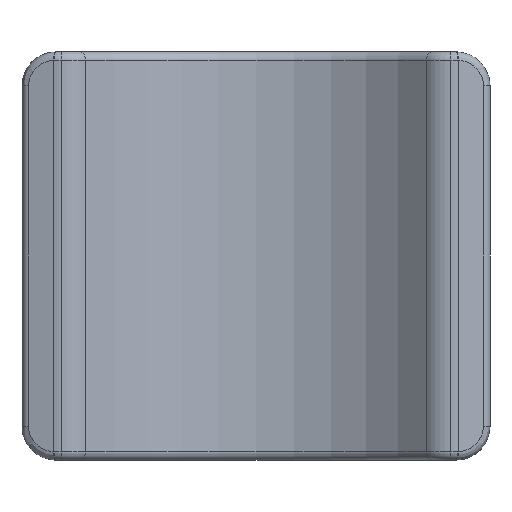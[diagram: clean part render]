
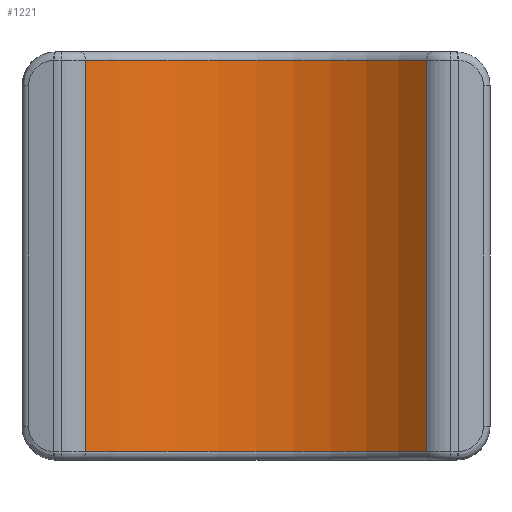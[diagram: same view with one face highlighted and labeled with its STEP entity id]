
A CAD part, left-side view. The second image highlights one B-rep face of the part: STEP entity #1221.
In plain terms, the highlighted cylindrical face has radius 7.034 mm (diameter 14.069 mm), a partial arc.
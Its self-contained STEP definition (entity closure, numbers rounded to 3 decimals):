
#60 = ORIENTED_EDGE ( 'NONE', *, *, #167, .T. ) ;
#102 = VECTOR ( 'NONE', #312, 1000. ) ;
#143 = FACE_OUTER_BOUND ( 'NONE', #856, .T. ) ;
#167 = EDGE_CURVE ( 'NONE', #359, #1203, #1406, .T. ) ;
#190 = CARTESIAN_POINT ( 'NONE',  ( 4.936, 5.012, 11.75 ) ) ;
#196 = EDGE_CURVE ( 'NONE', #220, #673, #797, .T. ) ;
#198 = CARTESIAN_POINT ( 'NONE',  ( 4.936, 5.012, 12. ) ) ;
#220 = VERTEX_POINT ( 'NONE', #190 ) ;
#233 = DIRECTION ( 'NONE',  ( 0., 0., -1. ) ) ;
#257 = AXIS2_PLACEMENT_3D ( 'NONE', #343, #470, #947 ) ;
#312 = DIRECTION ( 'NONE',  ( 0., 0., 1. ) ) ;
#343 = CARTESIAN_POINT ( 'NONE',  ( 0., 0., 11.75 ) ) ;
#359 = VERTEX_POINT ( 'NONE', #1088 ) ;
#470 = DIRECTION ( 'NONE',  ( 0., 0., 1. ) ) ;
#489 = AXIS2_PLACEMENT_3D ( 'NONE', #682, #233, #1329 ) ;
#521 = EDGE_CURVE ( 'NONE', #673, #359, #988, .T. ) ;
#607 = ORIENTED_EDGE ( 'NONE', *, *, #521, .T. ) ;
#625 = AXIS2_PLACEMENT_3D ( 'NONE', #860, #1097, #1216 ) ;
#640 = ORIENTED_EDGE ( 'NONE', *, *, #196, .T. ) ;
#673 = VERTEX_POINT ( 'NONE', #824 ) ;
#682 = CARTESIAN_POINT ( 'NONE',  ( 0., 0., 0.25 ) ) ;
#689 = ORIENTED_EDGE ( 'NONE', *, *, #1380, .T. ) ;
#797 = LINE ( 'NONE', #198, #987 ) ;
#824 = CARTESIAN_POINT ( 'NONE',  ( 4.936, 5.012, 0.25 ) ) ;
#856 = EDGE_LOOP ( 'NONE', ( #60, #689, #640, #607 ) ) ;
#860 = CARTESIAN_POINT ( 'NONE',  ( 0., 0., 12. ) ) ;
#929 = CARTESIAN_POINT ( 'NONE',  ( 4.936, -5.012, 12. ) ) ;
#947 = DIRECTION ( 'NONE',  ( -1., 0., 0. ) ) ;
#970 = CARTESIAN_POINT ( 'NONE',  ( 4.936, -5.012, 11.75 ) ) ;
#987 = VECTOR ( 'NONE', #1280, 1000. ) ;
#988 = CIRCLE ( 'NONE', #489, 7.034 ) ;
#1088 = CARTESIAN_POINT ( 'NONE',  ( 4.936, -5.012, 0.25 ) ) ;
#1097 = DIRECTION ( 'NONE',  ( 0., 0., -1. ) ) ;
#1203 = VERTEX_POINT ( 'NONE', #970 ) ;
#1208 = CYLINDRICAL_SURFACE ( 'NONE', #625, 7.034 ) ;
#1216 = DIRECTION ( 'NONE',  ( -1., 0., 0. ) ) ;
#1221 = ADVANCED_FACE ( 'NONE', ( #143 ), #1208, .F. ) ;
#1280 = DIRECTION ( 'NONE',  ( 0., 0., -1. ) ) ;
#1329 = DIRECTION ( 'NONE',  ( -1., 0., 0. ) ) ;
#1380 = EDGE_CURVE ( 'NONE', #1203, #220, #1464, .T. ) ;
#1406 = LINE ( 'NONE', #929, #102 ) ;
#1464 = CIRCLE ( 'NONE', #257, 7.034 ) ;
